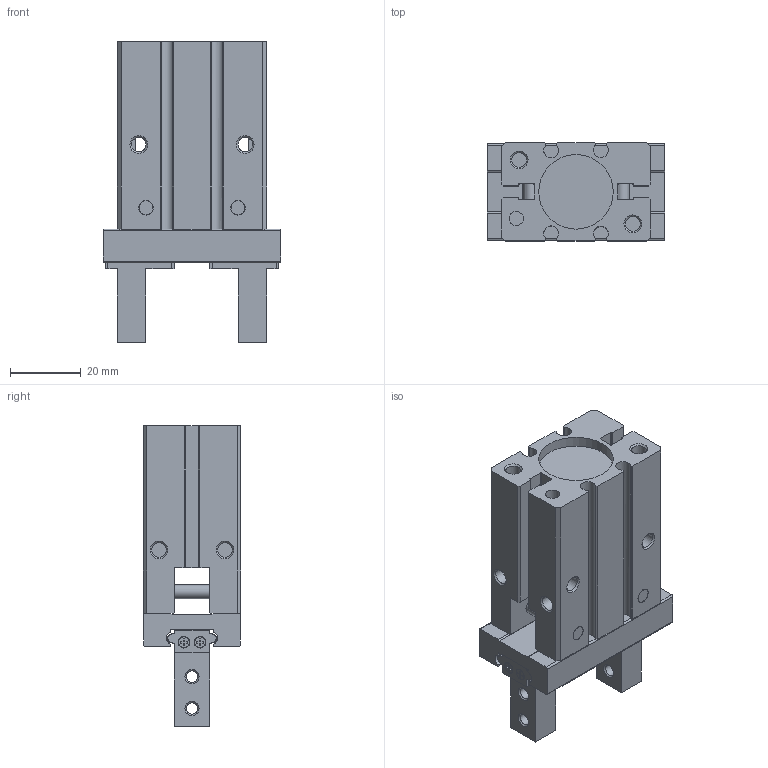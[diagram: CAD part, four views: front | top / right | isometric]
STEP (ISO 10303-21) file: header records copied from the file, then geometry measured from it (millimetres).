
FILE_DESCRIPTION(/* description */ ('STEP AP203'),/* implementation_level */ '2;1');
FILE_NAME(/* name */ 'SHZSA20-S(0)()',/* time_stamp */ '2024-05-09T17:17:29+02:00',/* author */ ('License CC BY-ND 4.0'),/* organization */ ('CADENAS'),/* preprocessor_version */ 'ST-DEVELOPER v19.3',/* originating_system */ 'PARTsolutions',/* authorisation */ ' ');
FILE_SCHEMA (('CONFIG_CONTROL_DESIGN'));
Length unit declared in the file: millimetre
Products named in the file (3): SHZSA20-S(0)(); SHZBlank20_S()_boby; SHZBlank20_S_finger
Assembly tree (3 placements, depth 2):
  SHZSA20-S(0)()
    SHZBlank20_S()_boby
    SHZBlank20_S_finger  x2
Bounding box: 50 x 27.6 x 84.7 mm (x, y, z)
Volume: 62938.3 mm3; surface area: 21983.6 mm2
Topology: 3 solids, 3 shells, 400 faces, 1038 edges, 674 vertices
Faces by surface type: plane 260, cylinder 104, cone 36
Full cylindrical faces by diameter (mm): 3 x8, 3.242 x4, 3.3 x8, 4 x3, 4.134 x10, 21 x1
Entity records: 8397 total; most frequent: DIRECTION 1442, CARTESIAN_POINT 1430, ORIENTED_EDGE 1348, EDGE_CURVE 674, LINE 482, VECTOR 482, AXIS2_PLACEMENT_3D 480, VERTEX_POINT 468
